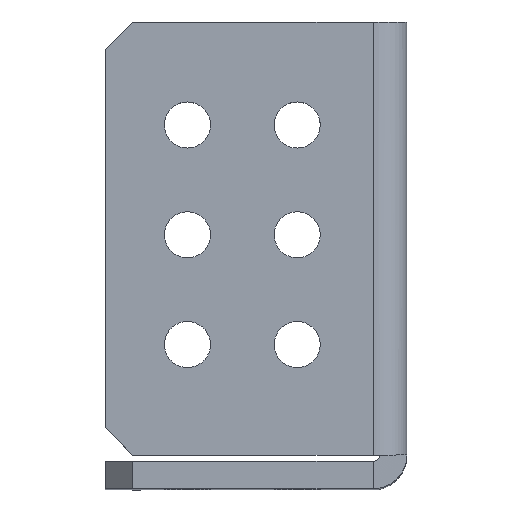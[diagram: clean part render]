
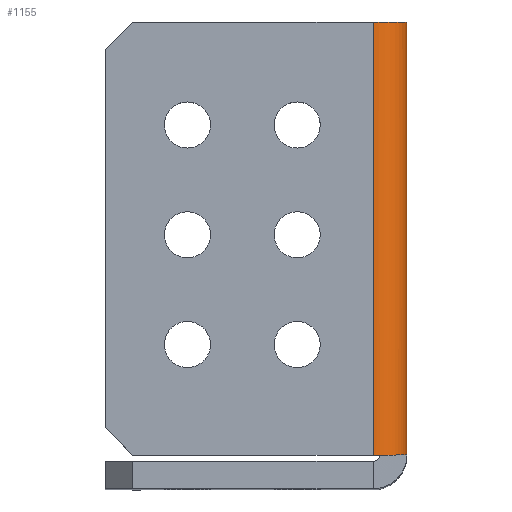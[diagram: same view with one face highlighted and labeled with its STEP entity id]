
A CAD part, top view. The second image highlights one B-rep face of the part: STEP entity #1155.
In plain terms, the highlighted cylindrical face has radius 3.912 mm (diameter 7.823 mm), a partial arc.
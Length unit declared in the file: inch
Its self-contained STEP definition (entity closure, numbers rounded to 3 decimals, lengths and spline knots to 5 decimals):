
#49 = ORIENTED_EDGE ( 'NONE', *, *, #650, .F. ) ;
#76 = CARTESIAN_POINT ( 'NONE',  ( -0.11369, -0.00097, 0.14999 ) ) ;
#112 = AXIS2_PLACEMENT_3D ( 'NONE', #232, #1571, #285 ) ;
#212 = CARTESIAN_POINT ( 'NONE',  ( -0.154, 1.971, 0. ) ) ;
#232 = CARTESIAN_POINT ( 'NONE',  ( -0.154, 1.971, 0. ) ) ;
#282 = EDGE_CURVE ( 'NONE', #1252, #1471, #1943, .T. ) ;
#285 = DIRECTION ( 'NONE',  ( 0., 0., 1. ) ) ;
#408 = CARTESIAN_POINT ( 'NONE',  ( -0.07644, -0.00077, 0.13456 ) ) ;
#417 = CARTESIAN_POINT ( 'NONE',  ( -0.154, -0.00116, 0.154 ) ) ;
#449 = VERTEX_POINT ( 'NONE', #539 ) ;
#539 = CARTESIAN_POINT ( 'NONE',  ( 0., 1.971, 0. ) ) ;
#571 = CARTESIAN_POINT ( 'NONE',  ( -0.03085, -0.00048, 0.09464 ) ) ;
#640 = VECTOR ( 'NONE', #1484, 39.37008 ) ;
#650 = EDGE_CURVE ( 'NONE', #1471, #449, #1010, .T. ) ;
#659 = LINE ( 'NONE', #1311, #1580 ) ;
#732 = CARTESIAN_POINT ( 'NONE',  ( 0., 0., 0. ) ) ;
#747 = EDGE_LOOP ( 'NONE', ( #1169, #49, #1071, #2057 ) ) ;
#810 = CARTESIAN_POINT ( 'NONE',  ( -0.154, 0., 0.154 ) ) ;
#971 = DIRECTION ( 'NONE',  ( 0., -1., 0. ) ) ;
#1010 = CIRCLE ( 'NONE', #1017, 0.154 ) ;
#1017 = AXIS2_PLACEMENT_3D ( 'NONE', #212, #1710, #1382 ) ;
#1057 = EDGE_CURVE ( 'NONE', #1112, #1252, #1287, .T. ) ;
#1070 = CARTESIAN_POINT ( 'NONE',  ( -0.13384, -0.00106, 0.154 ) ) ;
#1071 = ORIENTED_EDGE ( 'NONE', *, *, #282, .F. ) ;
#1088 = CARTESIAN_POINT ( 'NONE',  ( -0.154, -0.00116, 0.154 ) ) ;
#1103 = CARTESIAN_POINT ( 'NONE',  ( -0.00401, -0.00019, 0.04031 ) ) ;
#1112 = VERTEX_POINT ( 'NONE', #1261 ) ;
#1155 = ADVANCED_FACE ( 'NONE', ( #1557 ), #1263, .T. ) ;
#1169 = ORIENTED_EDGE ( 'NONE', *, *, #1574, .F. ) ;
#1252 = VERTEX_POINT ( 'NONE', #1088 ) ;
#1261 = CARTESIAN_POINT ( 'NONE',  ( 0., 0., 0. ) ) ;
#1263 = CYLINDRICAL_SURFACE ( 'NONE', #112, 0.154 ) ;
#1266 = CARTESIAN_POINT ( 'NONE',  ( -0.154, 1.971, 0.154 ) ) ;
#1287 = B_SPLINE_CURVE_WITH_KNOTS ( 'NONE', 3,
 ( #732, #1442, #1103, #1748, #571, #1576, #408, #76, #1070, #417 ),
 .UNSPECIFIED., .F., .F.,
 ( 4, 2, 2, 2, 4 ),
 ( 0., 0.25, 0.5, 0.75, 1. ),
 .UNSPECIFIED. ) ;
#1311 = CARTESIAN_POINT ( 'NONE',  ( 0., 0., 0. ) ) ;
#1382 = DIRECTION ( 'NONE',  ( 0., 0., 1. ) ) ;
#1442 = CARTESIAN_POINT ( 'NONE',  ( 0., -0.0001, 0.02016 ) ) ;
#1471 = VERTEX_POINT ( 'NONE', #1266 ) ;
#1484 = DIRECTION ( 'NONE',  ( 0., 1., 0. ) ) ;
#1557 = FACE_OUTER_BOUND ( 'NONE', #747, .T. ) ;
#1571 = DIRECTION ( 'NONE',  ( 0., 1., 0. ) ) ;
#1574 = EDGE_CURVE ( 'NONE', #449, #1112, #659, .T. ) ;
#1576 = CARTESIAN_POINT ( 'NONE',  ( -0.05936, -0.00068, 0.12315 ) ) ;
#1580 = VECTOR ( 'NONE', #971, 39.37008 ) ;
#1710 = DIRECTION ( 'NONE',  ( 0., 1., 0. ) ) ;
#1748 = CARTESIAN_POINT ( 'NONE',  ( -0.01944, -0.00039, 0.07756 ) ) ;
#1943 = LINE ( 'NONE', #810, #640 ) ;
#2057 = ORIENTED_EDGE ( 'NONE', *, *, #1057, .F. ) ;
